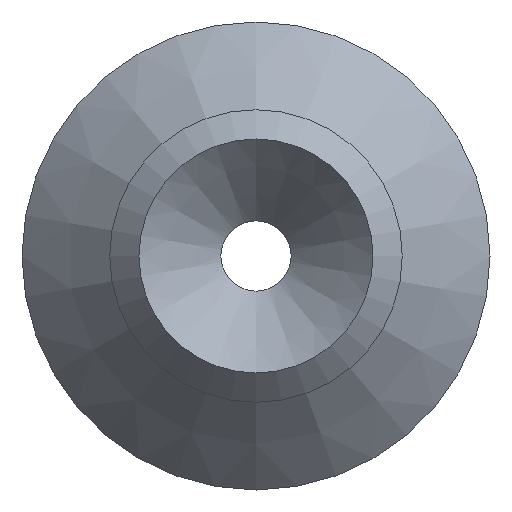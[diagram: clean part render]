
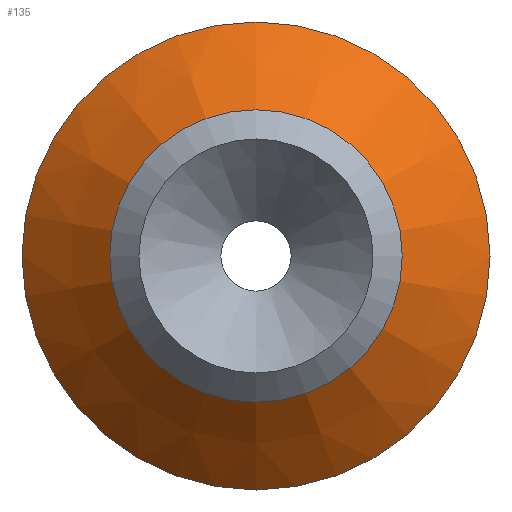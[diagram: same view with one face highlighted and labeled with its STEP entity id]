
A CAD part, front view. The second image highlights one B-rep face of the part: STEP entity #135.
In plain terms, the highlighted conical face has half-angle 45 degrees and reference radius 0.821 mm.
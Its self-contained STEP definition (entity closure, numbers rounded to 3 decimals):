
#27=CONICAL_SURFACE('',#165,0.821,0.785);
#38=ORIENTED_EDGE('',*,*,#56,.T.);
#39=ORIENTED_EDGE('',*,*,#55,.F.);
#55=EDGE_CURVE('',#66,#66,#77,.T.);
#56=EDGE_CURVE('',#67,#67,#78,.T.);
#66=VERTEX_POINT('',#239);
#67=VERTEX_POINT('',#242);
#77=CIRCLE('',#164,0.821);
#78=CIRCLE('',#166,2.);
#93=EDGE_LOOP('',(#38));
#94=EDGE_LOOP('',(#39));
#115=FACE_BOUND('',#93,.T.);
#116=FACE_BOUND('',#94,.T.);
#135=ADVANCED_FACE('',(#115,#116),#27,.T.);
#164=AXIS2_PLACEMENT_3D('',#238,#198,#199);
#165=AXIS2_PLACEMENT_3D('',#240,#200,#201);
#166=AXIS2_PLACEMENT_3D('',#241,#202,#203);
#198=DIRECTION('',(0.,-1.,0.));
#199=DIRECTION('',(0.,0.,-1.));
#200=DIRECTION('',(0.,1.,0.));
#201=DIRECTION('',(0.,0.,1.));
#202=DIRECTION('',(0.,-1.,0.));
#203=DIRECTION('',(0.,0.,-1.));
#238=CARTESIAN_POINT('',(0.,0.821,0.));
#239=CARTESIAN_POINT('',(0.,0.821,-0.821));
#240=CARTESIAN_POINT('',(0.,0.821,0.));
#241=CARTESIAN_POINT('',(0.,2.,0.));
#242=CARTESIAN_POINT('',(0.,2.,-2.));
